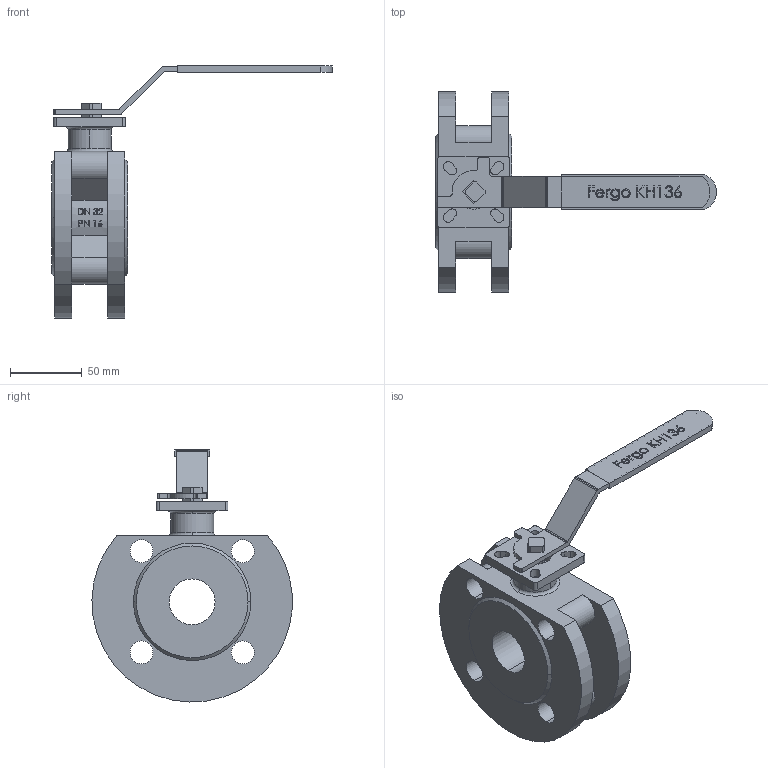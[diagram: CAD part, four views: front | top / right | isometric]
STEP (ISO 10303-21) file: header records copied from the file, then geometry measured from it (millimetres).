
FILE_DESCRIPTION (( 'STEP AP214' ), '1' );
FILE_NAME ('KH136-Kompakt-kugelhahn-DN32-PN16-Handhebel.STEP', '2022-10-25T11:20:54', ( '' ), ( '' ), 'SwSTEP 2.0', 'SolidWorks 2022', '' );
FILE_SCHEMA (( 'AUTOMOTIVE_DESIGN' ));
Length unit declared in the file: millimetre
Products named in the file (1): KH136-Kompakt-kugelhahn-DN32-PN16-Handhebel
Bounding box: 196 x 139.75 x 176.01 mm (x, y, z)
Volume: 468968.2 mm3; surface area: 100615.6 mm2
Topology: 4 solids, 4 shells, 174 faces, 695 edges, 574 vertices
Faces by surface type: cylinder 90, plane 76, torus 4, cone 4
Entity records: 11837 total; most frequent: CARTESIAN_POINT 6183, ORIENTED_EDGE 1390, DIRECTION 863, EDGE_CURVE 695, VERTEX_POINT 574, B_SPLINE_CURVE_WITH_KNOTS 336, AXIS2_PLACEMENT_3D 329, EDGE_LOOP 239
